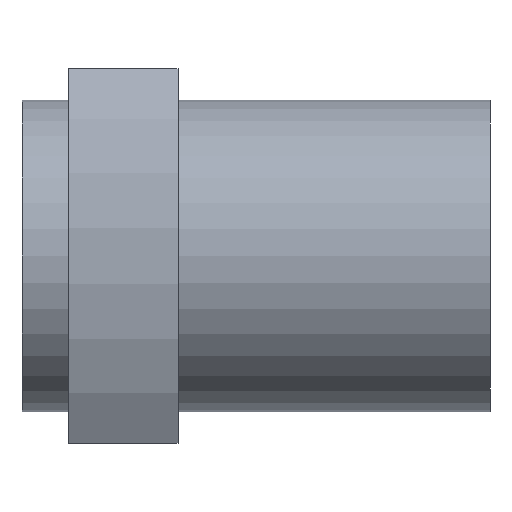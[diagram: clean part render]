
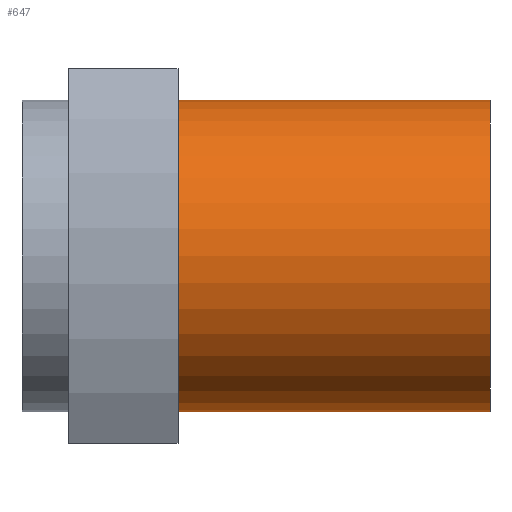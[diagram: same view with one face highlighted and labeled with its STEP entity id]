
A CAD part, left-side view. The second image highlights one B-rep face of the part: STEP entity #647.
In plain terms, the highlighted cylindrical face has radius 5 mm (diameter 10 mm), a full revolution.
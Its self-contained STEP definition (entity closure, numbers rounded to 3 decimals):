
#59=FACE_OUTER_BOUND('',#96,.T.);
#96=EDGE_LOOP('',(#540,#541,#542,#543));
#119=CIRCLE('',#700,5.);
#120=CIRCLE('',#702,5.);
#199=LINE('',#2363,#231);
#231=VECTOR('',#805,5.);
#291=VERTEX_POINT('',#2359);
#292=VERTEX_POINT('',#2362);
#379=EDGE_CURVE('',#291,#291,#119,.T.);
#380=EDGE_CURVE('',#291,#292,#199,.T.);
#381=EDGE_CURVE('',#292,#292,#120,.T.);
#540=ORIENTED_EDGE('',*,*,#379,.F.);
#541=ORIENTED_EDGE('',*,*,#380,.T.);
#542=ORIENTED_EDGE('',*,*,#381,.F.);
#543=ORIENTED_EDGE('',*,*,#380,.F.);
#616=CYLINDRICAL_SURFACE('',#701,5.);
#647=ADVANCED_FACE('',(#59),#616,.T.);
#700=AXIS2_PLACEMENT_3D('',#2360,#801,#802);
#701=AXIS2_PLACEMENT_3D('',#2361,#803,#804);
#702=AXIS2_PLACEMENT_3D('',#2364,#806,#807);
#801=DIRECTION('center_axis',(0.,-1.,0.));
#802=DIRECTION('ref_axis',(1.,0.,0.));
#803=DIRECTION('center_axis',(0.,-1.,0.));
#804=DIRECTION('ref_axis',(1.,0.,0.));
#805=DIRECTION('',(0.,1.,0.));
#806=DIRECTION('center_axis',(0.,1.,0.));
#807=DIRECTION('ref_axis',(1.,0.,0.));
#2359=CARTESIAN_POINT('',(-5.,-10.,0.));
#2360=CARTESIAN_POINT('Origin',(0.,-10.,0.));
#2361=CARTESIAN_POINT('Origin',(0.,0.,0.));
#2362=CARTESIAN_POINT('',(-5.,0.,0.));
#2363=CARTESIAN_POINT('',(-5.,0.,0.));
#2364=CARTESIAN_POINT('Origin',(0.,0.,0.));
